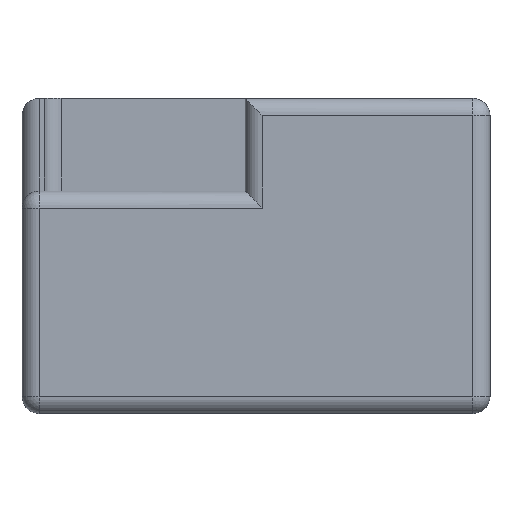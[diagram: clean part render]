
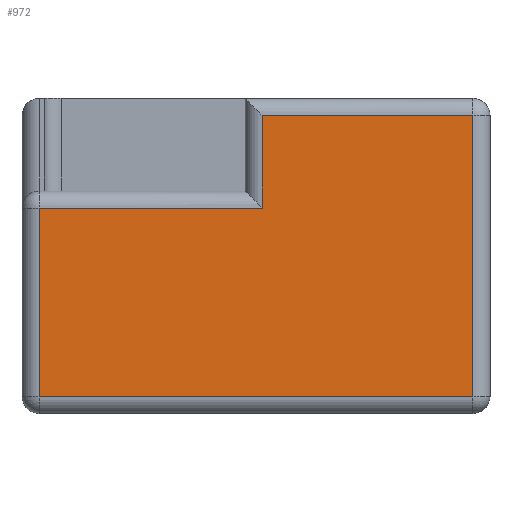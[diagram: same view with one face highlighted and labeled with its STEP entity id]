
A CAD part, left-side view. The second image highlights one B-rep face of the part: STEP entity #972.
In plain terms, the highlighted planar face has unit normal (-1, 0, 0).
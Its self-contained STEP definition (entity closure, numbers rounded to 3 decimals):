
#21=PLANE('',#1084);
#82=FACE_OUTER_BOUND('',#146,.T.);
#146=EDGE_LOOP('',(#760,#761,#762,#763,#764,#765));
#238=LINE('',#1520,#325);
#241=LINE('',#1534,#328);
#245=LINE('',#1555,#332);
#249=LINE('',#1561,#336);
#252=LINE('',#1565,#339);
#258=LINE('',#1574,#345);
#325=VECTOR('',#1201,10.);
#328=VECTOR('',#1218,10.);
#332=VECTOR('',#1240,10.);
#336=VECTOR('',#1248,10.);
#339=VECTOR('',#1253,10.);
#345=VECTOR('',#1265,10.);
#422=VERTEX_POINT('',#1496);
#424=VERTEX_POINT('',#1501);
#430=VERTEX_POINT('',#1519);
#432=VERTEX_POINT('',#1524);
#434=VERTEX_POINT('',#1533);
#440=VERTEX_POINT('',#1548);
#512=EDGE_CURVE('',#422,#430,#238,.T.);
#519=EDGE_CURVE('',#430,#434,#241,.T.);
#529=EDGE_CURVE('',#440,#432,#245,.T.);
#533=EDGE_CURVE('',#434,#440,#249,.T.);
#536=EDGE_CURVE('',#432,#424,#252,.T.);
#542=EDGE_CURVE('',#424,#422,#258,.T.);
#760=ORIENTED_EDGE('',*,*,#529,.F.);
#761=ORIENTED_EDGE('',*,*,#533,.F.);
#762=ORIENTED_EDGE('',*,*,#519,.F.);
#763=ORIENTED_EDGE('',*,*,#512,.F.);
#764=ORIENTED_EDGE('',*,*,#542,.F.);
#765=ORIENTED_EDGE('',*,*,#536,.F.);
#972=ADVANCED_FACE('',(#82),#21,.T.);
#1084=AXIS2_PLACEMENT_3D('',#1621,#1316,#1317);
#1201=DIRECTION('',(0.,-1.,0.));
#1218=DIRECTION('',(0.,0.,1.));
#1240=DIRECTION('',(0.,0.,-1.));
#1248=DIRECTION('',(0.,-1.,0.));
#1253=DIRECTION('',(0.,1.,0.));
#1265=DIRECTION('',(0.,0.,1.));
#1316=DIRECTION('center_axis',(-1.,0.,0.));
#1317=DIRECTION('ref_axis',(0.,-1.,0.));
#1496=CARTESIAN_POINT('',(0.,27.7,27.7));
#1501=CARTESIAN_POINT('',(0.,27.7,2.3));
#1519=CARTESIAN_POINT('',(0.,-2.4,27.7));
#1520=CARTESIAN_POINT('',(0.,14.225,27.7));
#1524=CARTESIAN_POINT('',(0.,-30.8,2.3));
#1533=CARTESIAN_POINT('',(0.,-2.4,40.2));
#1534=CARTESIAN_POINT('',(0.,-2.4,15.));
#1548=CARTESIAN_POINT('',(0.,-30.8,40.2));
#1555=CARTESIAN_POINT('',(0.,-30.8,0.));
#1561=CARTESIAN_POINT('',(0.,6.7,40.2));
#1565=CARTESIAN_POINT('',(0.,14.225,2.3));
#1574=CARTESIAN_POINT('',(0.,27.7,0.));
#1621=CARTESIAN_POINT('Origin',(0.,30.,0.));
